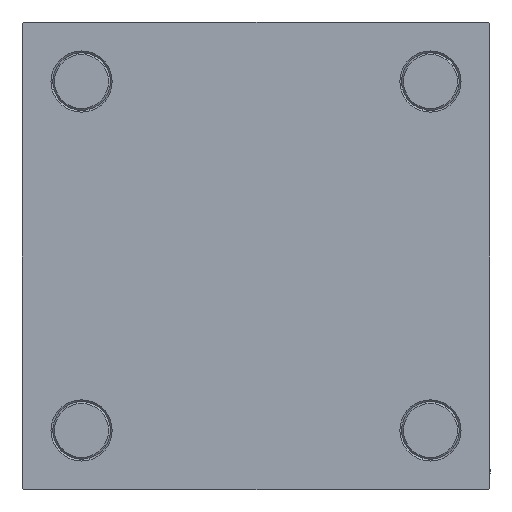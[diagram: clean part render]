
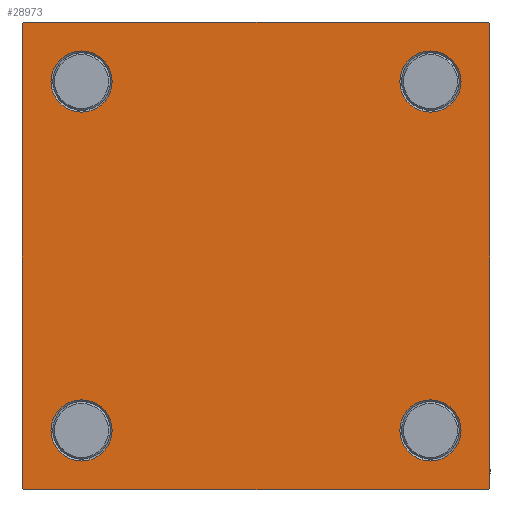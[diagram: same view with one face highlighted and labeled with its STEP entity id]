
A CAD part, left-side view. The second image highlights one B-rep face of the part: STEP entity #28973.
In plain terms, the highlighted planar face has unit normal (-1, 0, 0).
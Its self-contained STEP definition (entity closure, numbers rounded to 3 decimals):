
#315 = CIRCLE ( 'NONE', #14163, 8.5 ) ;
#1492 = CARTESIAN_POINT ( 'NONE',  ( 0., -64.5, 65. ) ) ;
#2522 = DIRECTION ( 'NONE',  ( 0., -0.707, 0.707 ) ) ;
#2905 = CARTESIAN_POINT ( 'NONE',  ( 0., -48.45, -56.95 ) ) ;
#3738 = VERTEX_POINT ( 'NONE', #23205 ) ;
#4082 = FACE_BOUND ( 'NONE', #15416, .T. ) ;
#4154 = EDGE_CURVE ( 'NONE', #47309, #17360, #7485, .T. ) ;
#4216 = VERTEX_POINT ( 'NONE', #7737 ) ;
#4269 = EDGE_CURVE ( 'NONE', #23798, #47309, #41744, .T. ) ;
#4323 = FACE_BOUND ( 'NONE', #37953, .T. ) ;
#5068 = EDGE_LOOP ( 'NONE', ( #15172, #7118 ) ) ;
#6228 = CARTESIAN_POINT ( 'NONE',  ( 0., 48.45, 56.95 ) ) ;
#6587 = CIRCLE ( 'NONE', #23738, 8.5 ) ;
#7041 = CARTESIAN_POINT ( 'NONE',  ( 0., -48.45, -48.45 ) ) ;
#7118 = ORIENTED_EDGE ( 'NONE', *, *, #17433, .T. ) ;
#7209 = CARTESIAN_POINT ( 'NONE',  ( 0., -48.45, 56.95 ) ) ;
#7479 = CARTESIAN_POINT ( 'NONE',  ( 0., 65., 65. ) ) ;
#7485 = LINE ( 'NONE', #37907, #26865 ) ;
#7737 = CARTESIAN_POINT ( 'NONE',  ( 0., 65., 64.5 ) ) ;
#7825 = CIRCLE ( 'NONE', #33123, 8.5 ) ;
#8393 = ORIENTED_EDGE ( 'NONE', *, *, #47882, .T. ) ;
#8699 = DIRECTION ( 'NONE',  ( 1., 0., 0. ) ) ;
#8911 = EDGE_CURVE ( 'NONE', #4216, #23798, #29089, .T. ) ;
#9269 = CIRCLE ( 'NONE', #29676, 8.5 ) ;
#9513 = VERTEX_POINT ( 'NONE', #7209 ) ;
#10006 = CIRCLE ( 'NONE', #43510, 8.5 ) ;
#10110 = VERTEX_POINT ( 'NONE', #18016 ) ;
#10161 = EDGE_LOOP ( 'NONE', ( #36481, #30648 ) ) ;
#11868 = EDGE_CURVE ( 'NONE', #37786, #46101, #6587, .T. ) ;
#12083 = VERTEX_POINT ( 'NONE', #6228 ) ;
#12761 = DIRECTION ( 'NONE',  ( 0., 0., 1. ) ) ;
#14156 = ORIENTED_EDGE ( 'NONE', *, *, #30643, .T. ) ;
#14163 = AXIS2_PLACEMENT_3D ( 'NONE', #43443, #47029, #46532 ) ;
#14338 = AXIS2_PLACEMENT_3D ( 'NONE', #42684, #43678, #23257 ) ;
#14346 = CIRCLE ( 'NONE', #22536, 8.5 ) ;
#14489 = DIRECTION ( 'NONE',  ( 0., 0., -1. ) ) ;
#14949 = CARTESIAN_POINT ( 'NONE',  ( 0., 64.5, 65. ) ) ;
#15172 = ORIENTED_EDGE ( 'NONE', *, *, #19469, .T. ) ;
#15207 = LINE ( 'NONE', #42315, #44308 ) ;
#15335 = AXIS2_PLACEMENT_3D ( 'NONE', #40737, #17460, #36398 ) ;
#15416 = EDGE_LOOP ( 'NONE', ( #8393, #38011 ) ) ;
#17157 = CARTESIAN_POINT ( 'NONE',  ( 0., -48.45, 48.45 ) ) ;
#17360 = VERTEX_POINT ( 'NONE', #19218 ) ;
#17433 = EDGE_CURVE ( 'NONE', #37592, #12083, #10006, .T. ) ;
#17460 = DIRECTION ( 'NONE',  ( 1., 0., 0. ) ) ;
#17891 = EDGE_CURVE ( 'NONE', #23621, #32879, #15207, .T. ) ;
#18016 = CARTESIAN_POINT ( 'NONE',  ( 0., -48.45, -39.95 ) ) ;
#18221 = EDGE_CURVE ( 'NONE', #3738, #9513, #41908, .T. ) ;
#18653 = EDGE_CURVE ( 'NONE', #17360, #37384, #37034, .T. ) ;
#18988 = LINE ( 'NONE', #7479, #28393 ) ;
#19218 = CARTESIAN_POINT ( 'NONE',  ( 0., -64.5, -65. ) ) ;
#19317 = LINE ( 'NONE', #23402, #33236 ) ;
#19469 = EDGE_CURVE ( 'NONE', #12083, #37592, #315, .T. ) ;
#19503 = DIRECTION ( 'NONE',  ( 0., -1., 0. ) ) ;
#20737 = ORIENTED_EDGE ( 'NONE', *, *, #4269, .T. ) ;
#20886 = CARTESIAN_POINT ( 'NONE',  ( 0., 65., -64.5 ) ) ;
#20906 = CARTESIAN_POINT ( 'NONE',  ( 0., 64.5, -65. ) ) ;
#21184 = DIRECTION ( 'NONE',  ( 1., 0., 0. ) ) ;
#21248 = DIRECTION ( 'NONE',  ( 0., 0., 1. ) ) ;
#21905 = ORIENTED_EDGE ( 'NONE', *, *, #35673, .T. ) ;
#21928 = CARTESIAN_POINT ( 'NONE',  ( 0., 48.45, -48.45 ) ) ;
#22313 = DIRECTION ( 'NONE',  ( 0., -0.707, -0.707 ) ) ;
#22536 = AXIS2_PLACEMENT_3D ( 'NONE', #7041, #22638, #47334 ) ;
#22540 = EDGE_CURVE ( 'NONE', #46101, #37786, #9269, .T. ) ;
#22638 = DIRECTION ( 'NONE',  ( 1., 0., 0. ) ) ;
#22961 = VERTEX_POINT ( 'NONE', #2905 ) ;
#23080 = DIRECTION ( 'NONE',  ( 0., -1., 0. ) ) ;
#23184 = VECTOR ( 'NONE', #26552, 1000. ) ;
#23205 = CARTESIAN_POINT ( 'NONE',  ( 0., -48.45, 39.95 ) ) ;
#23257 = DIRECTION ( 'NONE',  ( 0., 0., 1. ) ) ;
#23402 = CARTESIAN_POINT ( 'NONE',  ( 0., 64.75, 64.75 ) ) ;
#23621 = VERTEX_POINT ( 'NONE', #31406 ) ;
#23738 = AXIS2_PLACEMENT_3D ( 'NONE', #21928, #21184, #40605 ) ;
#23798 = VERTEX_POINT ( 'NONE', #20886 ) ;
#23898 = DIRECTION ( 'NONE',  ( 0., 0.707, -0.707 ) ) ;
#24405 = EDGE_CURVE ( 'NONE', #23621, #37384, #50581, .T. ) ;
#25333 = DIRECTION ( 'NONE',  ( 1., 0., 0. ) ) ;
#25748 = VERTEX_POINT ( 'NONE', #14949 ) ;
#26552 = DIRECTION ( 'NONE',  ( 0., 0., -1. ) ) ;
#26865 = VECTOR ( 'NONE', #23080, 1000. ) ;
#27208 = VECTOR ( 'NONE', #2522, 1000. ) ;
#28092 = FACE_OUTER_BOUND ( 'NONE', #36883, .T. ) ;
#28393 = VECTOR ( 'NONE', #19503, 1000. ) ;
#28603 = ORIENTED_EDGE ( 'NONE', *, *, #37190, .F. ) ;
#28973 = ADVANCED_FACE ( 'NONE', ( #4082, #4323, #35268, #38852, #28092 ), #46514, .T. ) ;
#29089 = LINE ( 'NONE', #40586, #46635 ) ;
#29492 = DIRECTION ( 'NONE',  ( 0., 0., 1. ) ) ;
#29676 = AXIS2_PLACEMENT_3D ( 'NONE', #29733, #48660, #29492 ) ;
#29733 = CARTESIAN_POINT ( 'NONE',  ( 0., 48.45, -48.45 ) ) ;
#30402 = CARTESIAN_POINT ( 'NONE',  ( 0., -65., 65. ) ) ;
#30643 = EDGE_CURVE ( 'NONE', #25748, #4216, #19317, .T. ) ;
#30648 = ORIENTED_EDGE ( 'NONE', *, *, #22540, .T. ) ;
#30810 = DIRECTION ( 'NONE',  ( 0., 0.707, 0.707 ) ) ;
#31406 = CARTESIAN_POINT ( 'NONE',  ( 0., -65., 64.5 ) ) ;
#32212 = DIRECTION ( 'NONE',  ( 1., 0., 0. ) ) ;
#32879 = VERTEX_POINT ( 'NONE', #1492 ) ;
#33123 = AXIS2_PLACEMENT_3D ( 'NONE', #35543, #32212, #12761 ) ;
#33236 = VECTOR ( 'NONE', #23898, 1000. ) ;
#33278 = CARTESIAN_POINT ( 'NONE',  ( 0., -65., -64.5 ) ) ;
#35268 = FACE_BOUND ( 'NONE', #10161, .T. ) ;
#35543 = CARTESIAN_POINT ( 'NONE',  ( 0., -48.45, 48.45 ) ) ;
#35673 = EDGE_CURVE ( 'NONE', #22961, #10110, #37370, .T. ) ;
#36398 = DIRECTION ( 'NONE',  ( 0., 0., 1. ) ) ;
#36481 = ORIENTED_EDGE ( 'NONE', *, *, #11868, .T. ) ;
#36555 = CARTESIAN_POINT ( 'NONE',  ( 0., 48.45, -56.95 ) ) ;
#36883 = EDGE_LOOP ( 'NONE', ( #43063, #20737, #42485, #41407, #40876, #48221, #28603, #14156 ) ) ;
#37034 = LINE ( 'NONE', #45192, #27208 ) ;
#37190 = EDGE_CURVE ( 'NONE', #25748, #32879, #18988, .T. ) ;
#37370 = CIRCLE ( 'NONE', #15335, 8.5 ) ;
#37384 = VERTEX_POINT ( 'NONE', #33278 ) ;
#37592 = VERTEX_POINT ( 'NONE', #40617 ) ;
#37786 = VERTEX_POINT ( 'NONE', #46965 ) ;
#37907 = CARTESIAN_POINT ( 'NONE',  ( 0., 65., -65. ) ) ;
#37953 = EDGE_LOOP ( 'NONE', ( #49763, #21905 ) ) ;
#38011 = ORIENTED_EDGE ( 'NONE', *, *, #18221, .T. ) ;
#38852 = FACE_BOUND ( 'NONE', #5068, .T. ) ;
#39897 = DIRECTION ( 'NONE',  ( 0., 0., 1. ) ) ;
#40586 = CARTESIAN_POINT ( 'NONE',  ( 0., 65., 65. ) ) ;
#40605 = DIRECTION ( 'NONE',  ( 0., 0., 1. ) ) ;
#40617 = CARTESIAN_POINT ( 'NONE',  ( 0., 48.45, 39.95 ) ) ;
#40737 = CARTESIAN_POINT ( 'NONE',  ( 0., -48.45, -48.45 ) ) ;
#40876 = ORIENTED_EDGE ( 'NONE', *, *, #24405, .F. ) ;
#41407 = ORIENTED_EDGE ( 'NONE', *, *, #18653, .T. ) ;
#41744 = LINE ( 'NONE', #42261, #47247 ) ;
#41908 = CIRCLE ( 'NONE', #43544, 8.5 ) ;
#42261 = CARTESIAN_POINT ( 'NONE',  ( 0., 64.75, -64.75 ) ) ;
#42315 = CARTESIAN_POINT ( 'NONE',  ( 0., -64.75, 64.75 ) ) ;
#42485 = ORIENTED_EDGE ( 'NONE', *, *, #4154, .T. ) ;
#42684 = CARTESIAN_POINT ( 'NONE',  ( 0., 0., 0. ) ) ;
#43063 = ORIENTED_EDGE ( 'NONE', *, *, #8911, .T. ) ;
#43443 = CARTESIAN_POINT ( 'NONE',  ( 0., 48.45, 48.45 ) ) ;
#43510 = AXIS2_PLACEMENT_3D ( 'NONE', #43721, #8699, #39897 ) ;
#43544 = AXIS2_PLACEMENT_3D ( 'NONE', #17157, #25333, #21248 ) ;
#43602 = EDGE_CURVE ( 'NONE', #10110, #22961, #14346, .T. ) ;
#43678 = DIRECTION ( 'NONE',  ( -1., 0., 0. ) ) ;
#43721 = CARTESIAN_POINT ( 'NONE',  ( 0., 48.45, 48.45 ) ) ;
#44308 = VECTOR ( 'NONE', #30810, 1000. ) ;
#45192 = CARTESIAN_POINT ( 'NONE',  ( 0., -64.75, -64.75 ) ) ;
#46101 = VERTEX_POINT ( 'NONE', #36555 ) ;
#46514 = PLANE ( 'NONE',  #14338 ) ;
#46532 = DIRECTION ( 'NONE',  ( 0., 0., 1. ) ) ;
#46635 = VECTOR ( 'NONE', #14489, 1000. ) ;
#46965 = CARTESIAN_POINT ( 'NONE',  ( 0., 48.45, -39.95 ) ) ;
#47029 = DIRECTION ( 'NONE',  ( 1., 0., 0. ) ) ;
#47247 = VECTOR ( 'NONE', #22313, 1000. ) ;
#47309 = VERTEX_POINT ( 'NONE', #20906 ) ;
#47334 = DIRECTION ( 'NONE',  ( 0., 0., 1. ) ) ;
#47882 = EDGE_CURVE ( 'NONE', #9513, #3738, #7825, .T. ) ;
#48221 = ORIENTED_EDGE ( 'NONE', *, *, #17891, .T. ) ;
#48660 = DIRECTION ( 'NONE',  ( 1., 0., 0. ) ) ;
#49763 = ORIENTED_EDGE ( 'NONE', *, *, #43602, .T. ) ;
#50581 = LINE ( 'NONE', #30402, #23184 ) ;
